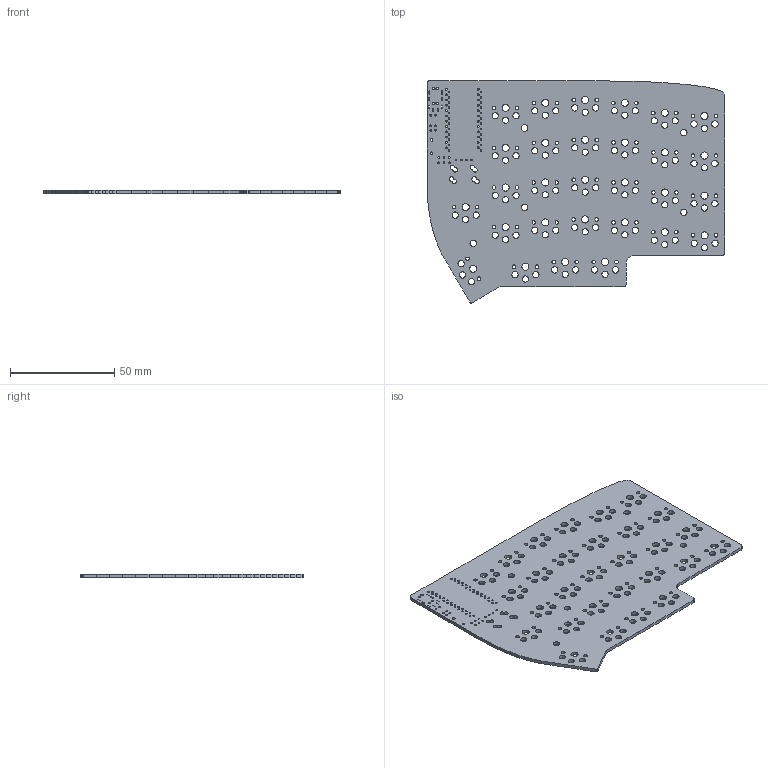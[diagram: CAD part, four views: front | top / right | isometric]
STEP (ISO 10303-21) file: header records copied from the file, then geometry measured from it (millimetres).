
FILE_DESCRIPTION(('KiCad electronic assembly'),'2;1');
FILE_NAME('Lily58.step','2023-11-17T11:00:09',('Pcbnew'),('Kicad'), 'Open CASCADE STEP processor 7.6','KiCad to STEP converter','Unknown' );
FILE_SCHEMA(('AUTOMOTIVE_DESIGN { 1 0 10303 214 1 1 1 1 }'));
Length unit declared in the file: millimetre
Products named in the file (2): Lily58 1; Lily58 PCB
Assembly tree (1 placements, depth 2):
  Lily58 1
    Lily58 PCB
Bounding box: 142.52 x 106.33 x 1.6 mm (x, y, z)
Volume: 19129.3 mm3; surface area: 27456.4 mm2
Topology: 1 solids, 1 shells, 532 faces, 1590 edges, 1060 vertices
Faces by surface type: plane 267, cylinder 265
Full cylindrical faces by diameter (mm): 0.813 x64, 1.2 x4, 1.3 x2, 1.7 x58, 3 x87, 3.1 x5, 3.4 x29
Entity records: 41091 total; most frequent: CARTESIAN_POINT 9848, DIRECTION 5534, LINE 3406, VECTOR 3406, ORIENTED_EDGE 3180, PCURVE 3180, DEFINITIONAL_REPRESENTATION 3180, EDGE_CURVE 1590
